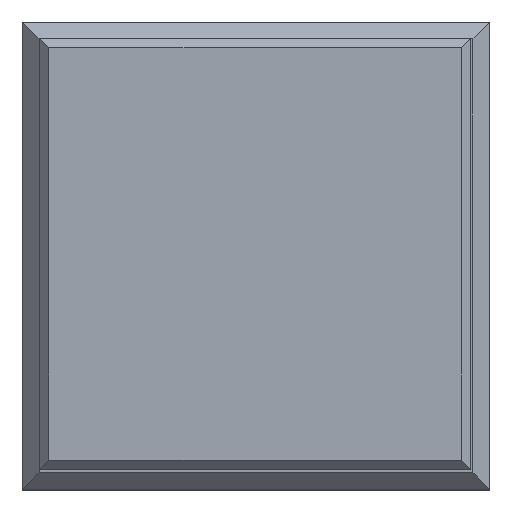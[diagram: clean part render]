
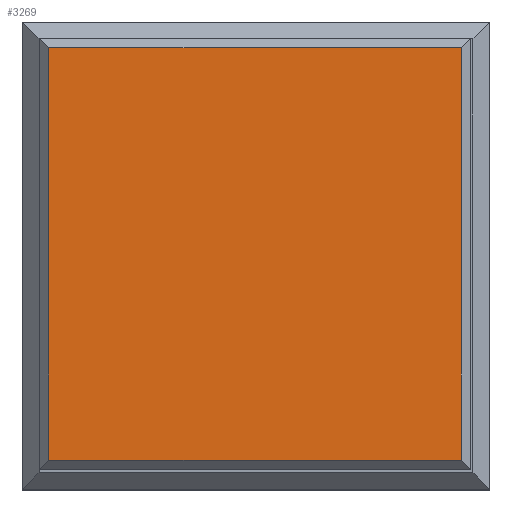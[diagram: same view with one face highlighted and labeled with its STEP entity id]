
A CAD part, top view. The second image highlights one B-rep face of the part: STEP entity #3269.
In plain terms, the highlighted planar face has unit normal (0, 0, 1).
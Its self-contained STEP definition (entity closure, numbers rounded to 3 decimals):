
#284=LINE('',#5162,#614);
#288=LINE('',#5168,#618);
#290=LINE('',#5172,#620);
#291=LINE('',#5174,#621);
#614=VECTOR('',#4167,10.);
#618=VECTOR('',#4173,10.);
#620=VECTOR('',#4177,10.);
#621=VECTOR('',#4180,10.);
#866=FACE_OUTER_BOUND('',#1060,.T.);
#1060=EDGE_LOOP('',(#2552,#2553,#2554,#2555));
#1452=VERTEX_POINT('',#5159);
#1453=VERTEX_POINT('',#5161);
#1454=VERTEX_POINT('',#5166);
#1455=VERTEX_POINT('',#5170);
#1849=EDGE_CURVE('',#1452,#1453,#284,.T.);
#1853=EDGE_CURVE('',#1454,#1452,#288,.T.);
#1855=EDGE_CURVE('',#1455,#1454,#290,.T.);
#1856=EDGE_CURVE('',#1453,#1455,#291,.T.);
#2552=ORIENTED_EDGE('',*,*,#1849,.F.);
#2553=ORIENTED_EDGE('',*,*,#1853,.F.);
#2554=ORIENTED_EDGE('',*,*,#1855,.F.);
#2555=ORIENTED_EDGE('',*,*,#1856,.F.);
#3115=PLANE('',#3523);
#3269=ADVANCED_FACE('',(#866),#3115,.F.);
#3523=AXIS2_PLACEMENT_3D('',#5181,#4188,#4189);
#4167=DIRECTION('',(0.,1.,0.));
#4173=DIRECTION('',(-1.,0.,0.));
#4177=DIRECTION('',(0.,-1.,0.));
#4180=DIRECTION('',(1.,0.,0.));
#4188=DIRECTION('center_axis',(0.,0.,
-1.));
#4189=DIRECTION('ref_axis',(1.,0.,0.));
#5159=CARTESIAN_POINT('',(-3.823,-11.102,34.85));
#5161=CARTESIAN_POINT('',(-3.823,10.898,34.85));
#5162=CARTESIAN_POINT('',(-3.823,5.648,34.85));
#5166=CARTESIAN_POINT('',(18.177,-11.102,34.85));
#5168=CARTESIAN_POINT('',(1.427,-11.102,34.85));
#5170=CARTESIAN_POINT('',(18.177,10.898,34.85));
#5172=CARTESIAN_POINT('',(18.177,-5.852,34.85));
#5174=CARTESIAN_POINT('',(12.927,10.898,34.85));
#5181=CARTESIAN_POINT('Origin',(7.177,-0.102,34.85));
